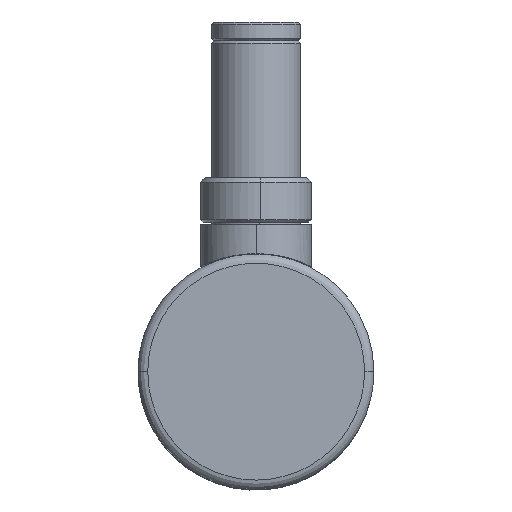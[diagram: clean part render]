
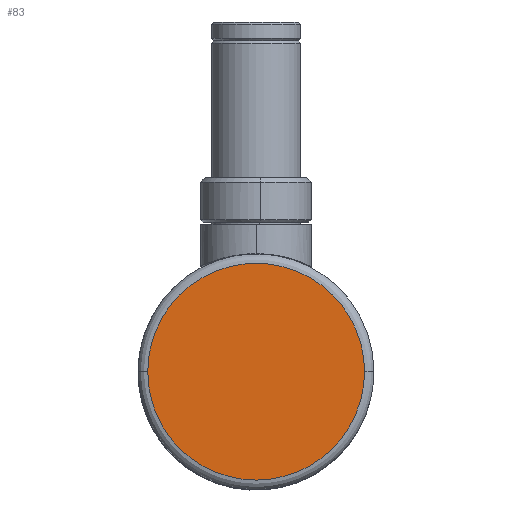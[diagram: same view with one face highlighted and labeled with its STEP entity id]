
A CAD part, left-side view. The second image highlights one B-rep face of the part: STEP entity #83.
In plain terms, the highlighted planar face has unit normal (-1, 0, 0).
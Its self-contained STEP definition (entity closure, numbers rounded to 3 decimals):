
#83=ADVANCED_FACE('',(#193),#1481,.T.);
#193=FACE_OUTER_BOUND('',#303,.T.);
#303=EDGE_LOOP('',(#425,#426));
#425=ORIENTED_EDGE('',*,*,#905,.T.);
#426=ORIENTED_EDGE('',*,*,#917,.T.);
#905=EDGE_CURVE('',#1338,#1345,#1146,.T.);
#917=EDGE_CURVE('',#1345,#1338,#1158,.T.);
#1146=(
BOUNDED_CURVE()
B_SPLINE_CURVE(3,(#1796,#1797,#1798,#1799,#1800,#1801,#1802,#1803,#1804,
#1805,#1806,#1807,#1808),.UNSPECIFIED.,.F.,.F.)
B_SPLINE_CURVE_WITH_KNOTS((4,3,3,3,4),(0.,18.064,36.127,
54.191,72.255),.UNSPECIFIED.)
CURVE()
GEOMETRIC_REPRESENTATION_ITEM()
RATIONAL_B_SPLINE_CURVE((1.,1.,1.,1.,1.,1.,
1.,1.,1.,1.,1.,1.,1.))
REPRESENTATION_ITEM('')
);
#1158=(
BOUNDED_CURVE()
B_SPLINE_CURVE(3,(#1859,#1860,#1861,#1862,#1863,#1864,#1865,#1866,#1867,
#1868,#1869,#1870,#1871),.UNSPECIFIED.,.F.,.F.)
B_SPLINE_CURVE_WITH_KNOTS((4,3,3,3,4),(72.255,90.319,
108.382,126.446,144.51),.UNSPECIFIED.)
CURVE()
GEOMETRIC_REPRESENTATION_ITEM()
RATIONAL_B_SPLINE_CURVE((1.,1.,1.,1.,1.,1.,1.,1.,1.,1.,1.,1.,1.))
REPRESENTATION_ITEM('')
);
#1338=VERTEX_POINT('',#1777);
#1345=VERTEX_POINT('',#1784);
#1481=PLANE('',#1605);
#1605=AXIS2_PLACEMENT_3D('',#1659,#1627,$);
#1627=DIRECTION('',(-1.,0.,0.));
#1659=CARTESIAN_POINT('',(-897.977,-31.304,6.717));
#1777=CARTESIAN_POINT('',(-897.977,22.946,-24.533));
#1784=CARTESIAN_POINT('',(-897.977,-23.067,-24.533));
#1796=CARTESIAN_POINT('',(-897.977,22.946,-24.533));
#1797=CARTESIAN_POINT('',(-897.977,22.978,-30.55));
#1798=CARTESIAN_POINT('',(-897.977,20.473,-36.557));
#1799=CARTESIAN_POINT('',(-897.977,16.218,-40.806));
#1800=CARTESIAN_POINT('',(-897.977,11.963,-45.055));
#1801=CARTESIAN_POINT('',(-897.977,5.958,-47.547));
#1802=CARTESIAN_POINT('',(-897.977,-0.053,-47.547));
#1803=CARTESIAN_POINT('',(-897.977,-6.063,-47.548));
#1804=CARTESIAN_POINT('',(-897.977,-12.077,-45.057));
#1805=CARTESIAN_POINT('',(-897.977,-16.328,-40.807));
#1806=CARTESIAN_POINT('',(-897.977,-20.579,-36.556));
#1807=CARTESIAN_POINT('',(-897.977,-23.067,-30.545));
#1808=CARTESIAN_POINT('',(-897.977,-23.067,-24.533));
#1859=CARTESIAN_POINT('',(-897.977,-23.067,-24.533));
#1860=CARTESIAN_POINT('',(-897.977,-23.067,-18.522));
#1861=CARTESIAN_POINT('',(-897.977,-20.579,-12.511));
#1862=CARTESIAN_POINT('',(-897.977,-16.328,-8.26));
#1863=CARTESIAN_POINT('',(-897.977,-12.077,-4.009));
#1864=CARTESIAN_POINT('',(-897.977,-6.063,-1.519));
#1865=CARTESIAN_POINT('',(-897.977,-0.053,-1.519));
#1866=CARTESIAN_POINT('',(-897.977,5.958,-1.52));
#1867=CARTESIAN_POINT('',(-897.977,11.963,-4.011));
#1868=CARTESIAN_POINT('',(-897.977,16.218,-8.261));
#1869=CARTESIAN_POINT('',(-897.977,20.473,-12.51));
#1870=CARTESIAN_POINT('',(-897.977,22.978,-18.517));
#1871=CARTESIAN_POINT('',(-897.977,22.946,-24.533));
